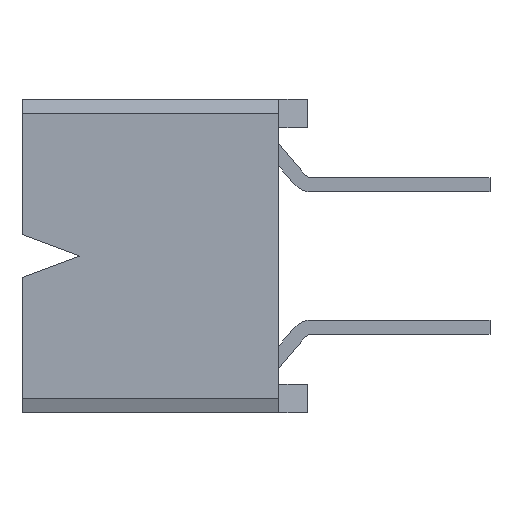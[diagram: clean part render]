
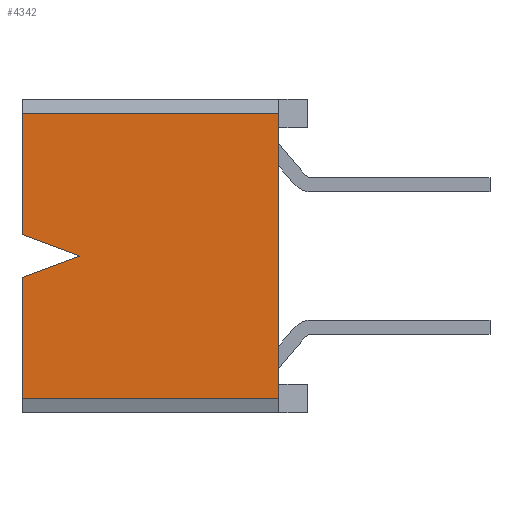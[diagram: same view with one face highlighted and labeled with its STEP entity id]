
A CAD part, left-side view. The second image highlights one B-rep face of the part: STEP entity #4342.
In plain terms, the highlighted planar face has unit normal (-1, 0, 0).
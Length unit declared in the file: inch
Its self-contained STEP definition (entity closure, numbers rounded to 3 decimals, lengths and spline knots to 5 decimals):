
#84=ORIENTED_EDGE('',*,*,#1344,.T.);
#85=ORIENTED_EDGE('',*,*,#1345,.T.);
#86=ORIENTED_EDGE('',*,*,#1346,.F.);
#87=ORIENTED_EDGE('',*,*,#1347,.T.);
#88=ORIENTED_EDGE('',*,*,#1348,.T.);
#89=ORIENTED_EDGE('',*,*,#1349,.T.);
#90=ORIENTED_EDGE('',*,*,#1350,.F.);
#1344=EDGE_CURVE('',#1974,#1975,#2394,.T.);
#1345=EDGE_CURVE('',#1975,#1976,#2395,.T.);
#1346=EDGE_CURVE('',#1977,#1976,#2396,.T.);
#1347=EDGE_CURVE('',#1977,#1978,#2397,.T.);
#1348=EDGE_CURVE('',#1978,#1979,#2398,.T.);
#1349=EDGE_CURVE('',#1979,#1980,#2399,.T.);
#1350=EDGE_CURVE('',#1974,#1980,#2400,.T.);
#1974=VERTEX_POINT('',#6048);
#1975=VERTEX_POINT('',#6049);
#1976=VERTEX_POINT('',#6051);
#1977=VERTEX_POINT('',#6053);
#1978=VERTEX_POINT('',#6055);
#1979=VERTEX_POINT('',#6057);
#1980=VERTEX_POINT('',#6059);
#2394=LINE('',#6047,#2992);
#2395=LINE('',#6050,#2993);
#2396=LINE('',#6052,#2994);
#2397=LINE('',#6054,#2995);
#2398=LINE('',#6056,#2996);
#2399=LINE('',#6058,#2997);
#2400=LINE('',#6060,#2998);
#2992=VECTOR('',#4899,39.37008);
#2993=VECTOR('',#4900,39.37008);
#2994=VECTOR('',#4901,39.37008);
#2995=VECTOR('',#4902,39.37008);
#2996=VECTOR('',#4903,39.37008);
#2997=VECTOR('',#4904,39.37008);
#2998=VECTOR('',#4905,39.37008);
#3590=EDGE_LOOP('',(#84,#85,#86,#87,#88,#89,#90));
#3854=FACE_BOUND('',#3590,.T.);
#4118=PLANE('',#4620);
#4342=ADVANCED_FACE('',(#3854),#4118,.F.);
#4620=AXIS2_PLACEMENT_3D('',#6046,#4897,#4898);
#4897=DIRECTION('',(1.,0.,0.));
#4898=DIRECTION('',(0.,0.,-1.));
#4899=DIRECTION('',(0.,-0.936,-0.351));
#4900=DIRECTION('',(0.,0.936,-0.351));
#4901=DIRECTION('',(0.,0.,1.));
#4902=DIRECTION('',(0.,-1.,0.));
#4903=DIRECTION('',(0.,0.,1.));
#4904=DIRECTION('',(0.,1.,0.));
#4905=DIRECTION('',(0.,0.,1.));
#6046=CARTESIAN_POINT('',(-0.2,0.2,-0.11));
#6047=CARTESIAN_POINT('',(-0.2,0.2,0.015));
#6048=CARTESIAN_POINT('',(-0.2,0.2,0.015));
#6049=CARTESIAN_POINT('',(-0.2,0.16,0.));
#6050=CARTESIAN_POINT('',(-0.2,0.16,0.));
#6051=CARTESIAN_POINT('',(-0.2,0.2,-0.015));
#6052=CARTESIAN_POINT('',(-0.2,0.2,-0.11));
#6053=CARTESIAN_POINT('',(-0.2,0.2,-0.1));
#6054=CARTESIAN_POINT('',(-0.2,0.2,-0.1));
#6055=CARTESIAN_POINT('',(-0.2,0.02,-0.1));
#6056=CARTESIAN_POINT('',(-0.2,0.02,-0.09));
#6057=CARTESIAN_POINT('',(-0.2,0.02,0.1));
#6058=CARTESIAN_POINT('',(-0.2,0.2,0.1));
#6059=CARTESIAN_POINT('',(-0.2,0.2,0.1));
#6060=CARTESIAN_POINT('',(-0.2,0.2,-0.11));
